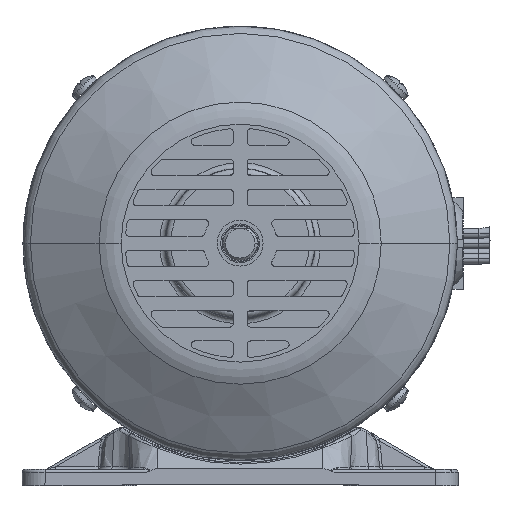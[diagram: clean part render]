
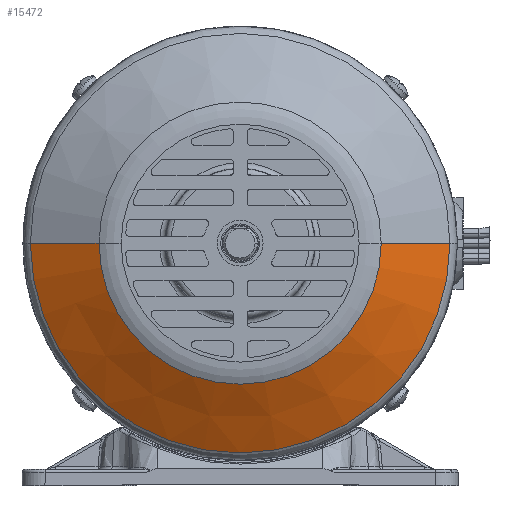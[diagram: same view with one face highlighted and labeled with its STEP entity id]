
A CAD part, top view. The second image highlights one B-rep face of the part: STEP entity #15472.
In plain terms, the highlighted conical face has half-angle 60 degrees and reference radius 57.998 mm.
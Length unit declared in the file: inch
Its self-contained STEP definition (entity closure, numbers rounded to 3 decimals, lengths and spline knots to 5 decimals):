
#251 = VERTEX_POINT ( 'NONE', #36223 ) ;
#5559 = DIRECTION ( 'NONE',  ( 0., 0., -1. ) ) ;
#7017 = CARTESIAN_POINT ( 'NONE',  ( 0., 0., 5.40415 ) ) ;
#10876 = AXIS2_PLACEMENT_3D ( 'NONE', #16258, #26511, #27248 ) ;
#10948 = CARTESIAN_POINT ( 'NONE',  ( -2.2834, 0., 5.40415 ) ) ;
#12676 = DIRECTION ( 'NONE',  ( -1., 0., 0. ) ) ;
#13604 = CARTESIAN_POINT ( 'NONE',  ( -2.2834, 0., 5.40415 ) ) ;
#14625 = ORIENTED_EDGE ( 'NONE', *, *, #64687, .T. ) ;
#15472 = ADVANCED_FACE ( 'NONE', ( #17925 ), #16151, .T. ) ;
#15959 = EDGE_LOOP ( 'NONE', ( #58416, #50626, #14625, #64570 ) ) ;
#16151 = CONICAL_SURFACE ( 'NONE', #10876, 2.2834, 1.047 ) ;
#16258 = CARTESIAN_POINT ( 'NONE',  ( 0., 0., 5.40415 ) ) ;
#17925 = FACE_OUTER_BOUND ( 'NONE', #15959, .T. ) ;
#19672 = VERTEX_POINT ( 'NONE', #13604 ) ;
#24545 = EDGE_CURVE ( 'NONE', #30186, #54806, #30588, .T. ) ;
#25007 = VECTOR ( 'NONE', #27862, 39.37008 ) ;
#25641 = EDGE_CURVE ( 'NONE', #251, #19672, #28838, .T. ) ;
#26088 = CARTESIAN_POINT ( 'NONE',  ( 1.5359, 0., 5.83572 ) ) ;
#26511 = DIRECTION ( 'NONE',  ( 0., 0., -1. ) ) ;
#27248 = DIRECTION ( 'NONE',  ( -1., 0., 0. ) ) ;
#27617 = VECTOR ( 'NONE', #56249, 39.37008 ) ;
#27862 = DIRECTION ( 'NONE',  ( -0.866, 0., -0.5 ) ) ;
#28838 = CIRCLE ( 'NONE', #42774, 2.2834 ) ;
#30186 = VERTEX_POINT ( 'NONE', #26088 ) ;
#30588 = CIRCLE ( 'NONE', #48844, 1.5359 ) ;
#36223 = CARTESIAN_POINT ( 'NONE',  ( 2.2834, 0., 5.40415 ) ) ;
#39227 = CARTESIAN_POINT ( 'NONE',  ( 0., 0., 5.83572 ) ) ;
#42774 = AXIS2_PLACEMENT_3D ( 'NONE', #7017, #46382, #12676 ) ;
#44904 = DIRECTION ( 'NONE',  ( -1., 0., 0. ) ) ;
#46382 = DIRECTION ( 'NONE',  ( 0., 0., -1. ) ) ;
#48844 = AXIS2_PLACEMENT_3D ( 'NONE', #39227, #5559, #44904 ) ;
#50626 = ORIENTED_EDGE ( 'NONE', *, *, #24545, .T. ) ;
#50629 = CARTESIAN_POINT ( 'NONE',  ( 2.2834, 0., 5.40415 ) ) ;
#54806 = VERTEX_POINT ( 'NONE', #56095 ) ;
#56095 = CARTESIAN_POINT ( 'NONE',  ( -1.5359, 0., 5.83572 ) ) ;
#56249 = DIRECTION ( 'NONE',  ( 0.866, 0., -0.5 ) ) ;
#56330 = EDGE_CURVE ( 'NONE', #30186, #251, #72171, .T. ) ;
#58416 = ORIENTED_EDGE ( 'NONE', *, *, #56330, .F. ) ;
#64570 = ORIENTED_EDGE ( 'NONE', *, *, #25641, .F. ) ;
#64687 = EDGE_CURVE ( 'NONE', #54806, #19672, #69608, .T. ) ;
#69608 = LINE ( 'NONE', #10948, #25007 ) ;
#72171 = LINE ( 'NONE', #50629, #27617 ) ;
